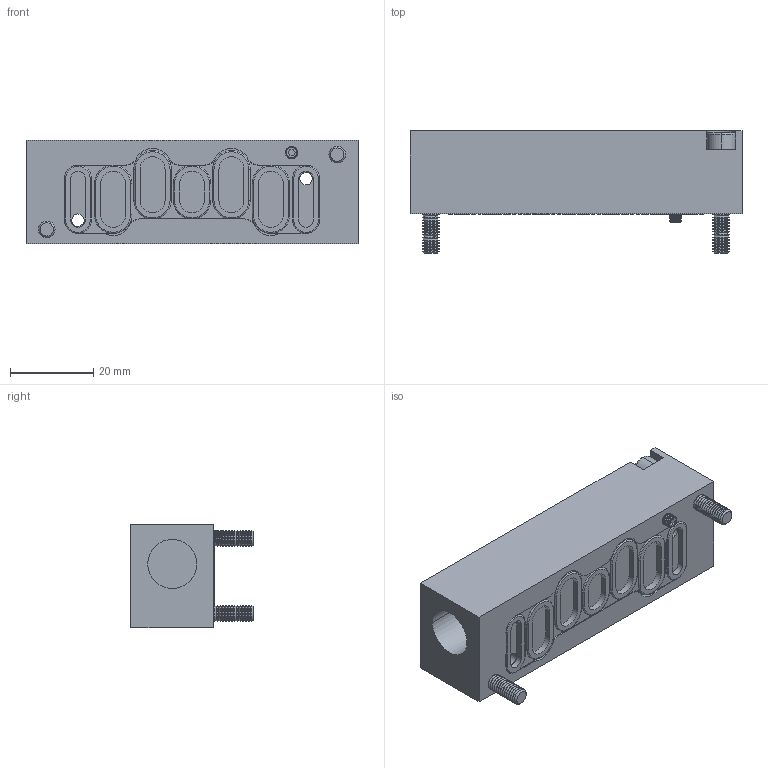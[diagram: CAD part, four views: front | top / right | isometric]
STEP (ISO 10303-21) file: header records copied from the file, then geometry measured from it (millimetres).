
FILE_DESCRIPTION (( 'STEP AP214' ), '1' );
FILE_NAME ('05_066_2.STEP', '2016-02-23T16:59:43', ( '' ), ( '' ), 'SwSTEP 2.0', 'SolidWorks 2016', '' );
FILE_SCHEMA (( 'AUTOMOTIVE_DESIGN' ));
Length unit declared in the file: millimetre
Products named in the file (1): 05_066_2
Bounding box: 80 x 29.5 x 25 mm (x, y, z)
Volume: 36307.2 mm3; surface area: 13829.6 mm2
Topology: 17 solids, 17 shells, 816 faces, 2055 edges, 1279 vertices
Faces by surface type: cylinder 296, cone 288, plane 161, torus 71
Entity records: 24860 total; most frequent: DIRECTION 4820, CARTESIAN_POINT 4141, ORIENTED_EDGE 4090, EDGE_CURVE 2045, AXIS2_PLACEMENT_3D 1958, VERTEX_POINT 1279, CIRCLE 1141, LINE 904
